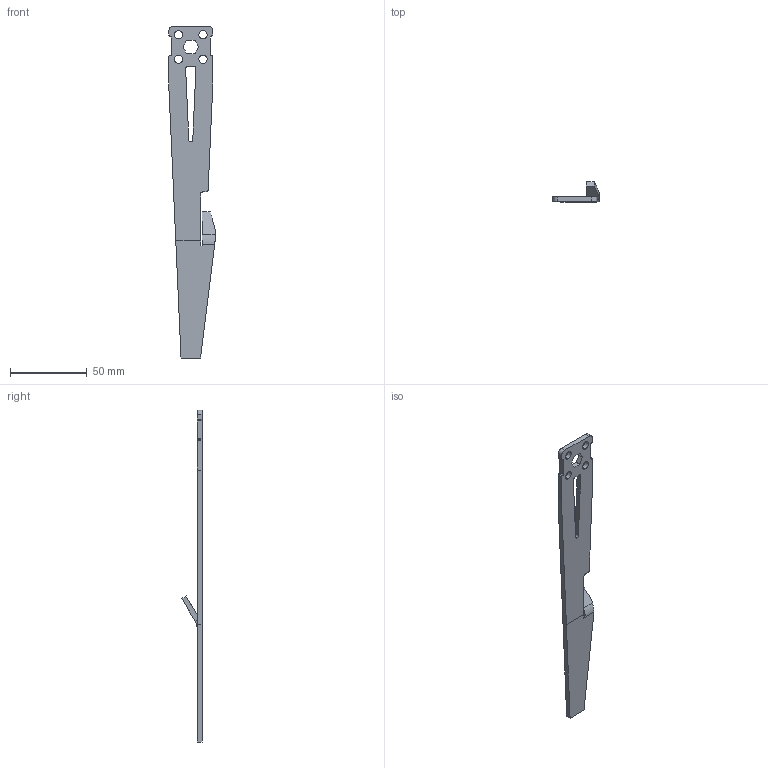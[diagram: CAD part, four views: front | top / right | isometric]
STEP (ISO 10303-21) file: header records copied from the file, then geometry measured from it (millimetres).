
FILE_DESCRIPTION (( 'STEP AP214' ), '1' );
FILE_NAME ('UHMW Wedge.STEP', '2024-04-12T01:45:47', ( '' ), ( '' ), 'SwSTEP 2.0', 'SolidWorks 2023', '' );
FILE_SCHEMA (( 'AUTOMOTIVE_DESIGN' ));
Length unit declared in the file: inch
Products named in the file (1): UHMW Wedge
Bounding box: 30.16 x 13.08 x 215.9 mm (x, y, z)
Volume: 14542.1 mm3; surface area: 11500.1 mm2
Topology: 1 solids, 1 shells, 73 faces, 201 edges, 130 vertices
Faces by surface type: plane 41, cylinder 31, bspline 1
Entity records: 2393 total; most frequent: CARTESIAN_POINT 438, DIRECTION 405, ORIENTED_EDGE 402, EDGE_CURVE 201, LINE 139, VECTOR 139, AXIS2_PLACEMENT_3D 133, VERTEX_POINT 130
